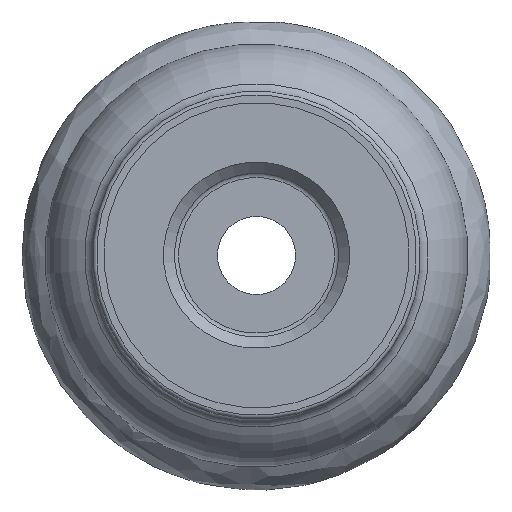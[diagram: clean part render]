
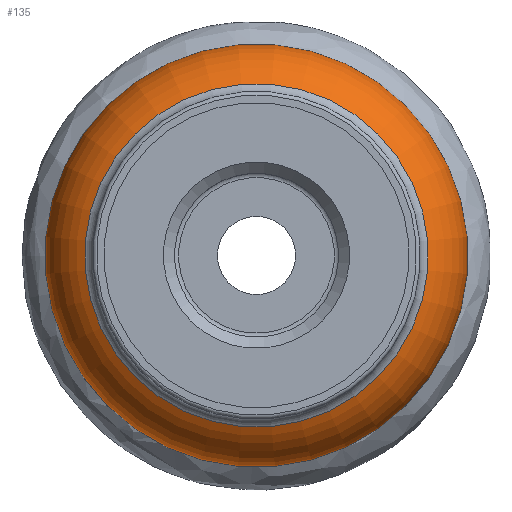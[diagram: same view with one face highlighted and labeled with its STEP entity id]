
A CAD part, top view. The second image highlights one B-rep face of the part: STEP entity #135.
In plain terms, the highlighted toroidal (fillet/blend) face has major radius 18.401 mm and minor radius 10 mm.
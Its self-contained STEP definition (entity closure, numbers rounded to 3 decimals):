
#115=TOROIDAL_SURFACE('',#561,18.401,10.);
#135=ADVANCED_FACE('S4',(#175,#176),#115,.T.);
#175=FACE_BOUND('',#232,.T.);
#176=FACE_BOUND('',#233,.T.);
#232=EDGE_LOOP('',(#288));
#233=EDGE_LOOP('',(#289));
#288=ORIENTED_EDGE('',*,*,#371,.T.);
#289=ORIENTED_EDGE('',*,*,#367,.F.);
#338=VERTEX_POINT('',#835);
#342=VERTEX_POINT('',#846);
#367=EDGE_CURVE('',#338,#338,#395,.T.);
#371=EDGE_CURVE('',#342,#342,#399,.T.);
#395=CIRCLE('',#553,28.401);
#399=CIRCLE('',#560,23.067);
#553=AXIS2_PLACEMENT_3D('',#834,#637,#638);
#560=AXIS2_PLACEMENT_3D('',#845,#651,#652);
#561=AXIS2_PLACEMENT_3D('',#847,#653,#654);
#637=DIRECTION('',(0.,0.,-1.));
#638=DIRECTION('',(0.996,0.087,0.));
#651=DIRECTION('',(0.,0.,-1.));
#652=DIRECTION('',(-0.996,-0.087,0.));
#653=DIRECTION('',(0.,0.,1.));
#654=DIRECTION('',(-0.996,-0.087,0.));
#834=CARTESIAN_POINT('',(0.,0.,-28.519));
#835=CARTESIAN_POINT('',(28.293,2.475,-28.519));
#845=CARTESIAN_POINT('',(0.,0.,-19.674));
#846=CARTESIAN_POINT('',(-22.979,-2.01,-19.674));
#847=CARTESIAN_POINT('',(0.,0.,-28.519));
